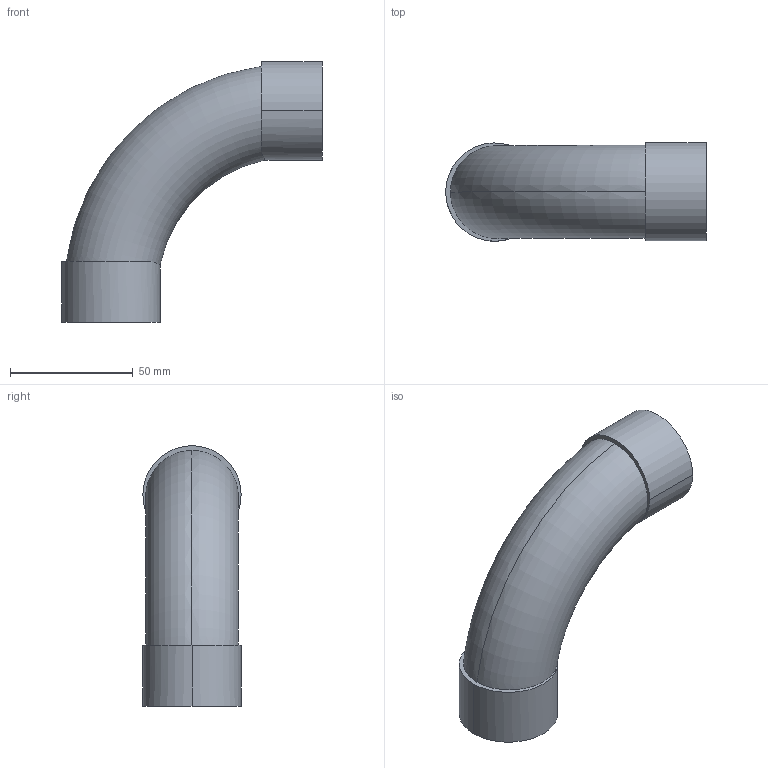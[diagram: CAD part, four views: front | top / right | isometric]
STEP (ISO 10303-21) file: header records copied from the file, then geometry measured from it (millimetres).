
FILE_DESCRIPTION(('STEP AP214'),'1');
FILE_NAME('cctmp_B6C73E95-D707-4CD3-BB8F-FE781B41013E_2022_03_09_10_23_30_0799..stp','2022-03-09T09:23:30',('Praher Valves GmbH'),('CADClick - www.CADClick.com'),'Spatial InterOp 3D',' ','unknown authorization');
FILE_SCHEMA(('AUTOMOTIVE_DESIGN'));
Length unit declared in the file: millimetre
Products named in the file (1): 70986
Bounding box: 106 x 40 x 106 mm (x, y, z)
Volume: 67695.3 mm3; surface area: 31499.5 mm2
Topology: 1 solids, 1 shells, 18 faces, 42 edges, 28 vertices
Faces by surface type: cylinder 8, plane 6, torus 4
Entity records: 1484 total; most frequent: CARTESIAN_POINT 897, DIRECTION 90, ORIENTED_EDGE 84, EDGE_CURVE 42, AXIS2_PLACEMENT_3D 41, VERTEX_POINT 28, EDGE_LOOP 22, CIRCLE 22
